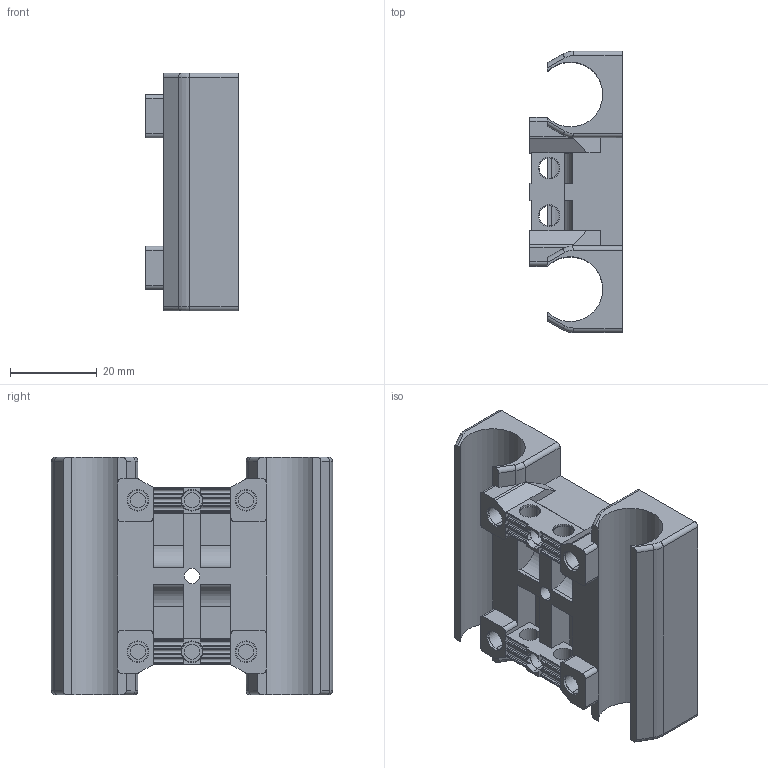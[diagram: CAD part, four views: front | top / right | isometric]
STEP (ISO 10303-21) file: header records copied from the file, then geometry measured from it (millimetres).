
FILE_DESCRIPTION((''),'2;1');
FILE_NAME('X_CARRIAGE','2023-02-15T17:17:45',('matteo.grassi'),(''),'CREO PARAMETRIC BY PTC INC, 2018020','CREO PARAMETRIC BY PTC INC, 2018020','');
FILE_SCHEMA(('AUTOMOTIVE_DESIGN { 1 0 10303 214 1 1 1 1 }'));
Length unit declared in the file: millimetre
Products named in the file (1): X_CARRIAGE
Bounding box: 21.4 x 65 x 55 mm (x, y, z)
Volume: 34299.8 mm3; surface area: 16355.3 mm2
Topology: 1 solids, 1 shells, 300 faces, 892 edges, 610 vertices
Faces by surface type: cylinder 166, plane 126, torus 8
Entity records: 13321 total; most frequent: CARTESIAN_POINT 2130, DIRECTION 1784, ORIENTED_EDGE 1784, PRESENTATION_STYLE_ASSIGNMENT 893, STYLED_ITEM 893, CURVE_STYLE 892, EDGE_CURVE 892, AXIS2_PLACEMENT_3D 669
